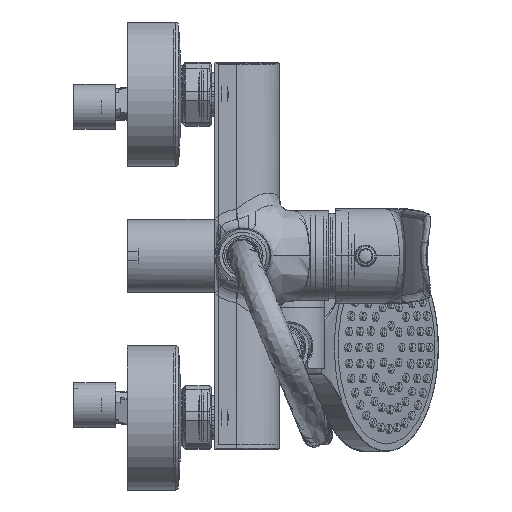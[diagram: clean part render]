
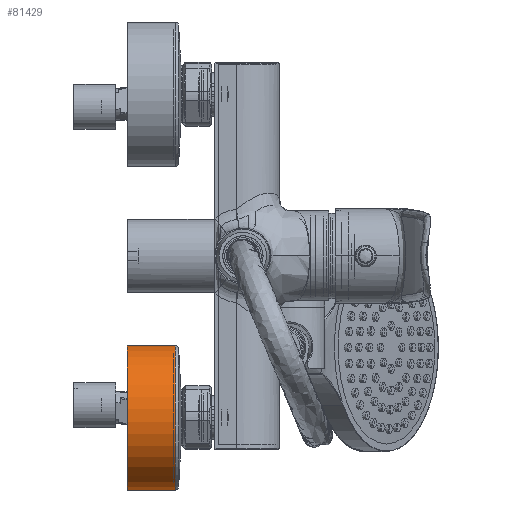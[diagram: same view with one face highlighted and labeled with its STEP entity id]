
A CAD part, front view. The second image highlights one B-rep face of the part: STEP entity #81429.
In plain terms, the highlighted cylindrical face has radius 33.75 mm (diameter 67.5 mm), a full revolution.
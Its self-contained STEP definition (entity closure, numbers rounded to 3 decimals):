
#642 = VERTEX_POINT ( 'NONE', #25054 ) ;
#1506 = AXIS2_PLACEMENT_3D ( 'NONE', #28358, #2118, #34909 ) ;
#2118 = DIRECTION ( 'NONE',  ( 1., 0., 0. ) ) ;
#7244 = DIRECTION ( 'NONE',  ( 0., 0.597, 0.802 ) ) ;
#20339 = DIRECTION ( 'NONE',  ( 1., 0., 0. ) ) ;
#24780 = CARTESIAN_POINT ( 'NONE',  ( -89.736, 42.494, -48.189 ) ) ;
#25054 = CARTESIAN_POINT ( 'NONE',  ( -67.356, 42.494, -48.189 ) ) ;
#25431 = FACE_OUTER_BOUND ( 'NONE', #73212, .T. ) ;
#28358 = CARTESIAN_POINT ( 'NONE',  ( -67.356, 22.342, -75.263 ) ) ;
#28978 = ORIENTED_EDGE ( 'NONE', *, *, #70384, .F. ) ;
#30254 = CIRCLE ( 'NONE', #66601, 33.75 ) ;
#34909 = DIRECTION ( 'NONE',  ( 0., 0.597, 0.802 ) ) ;
#37948 = DIRECTION ( 'NONE',  ( 0., 0.597, 0.802 ) ) ;
#50288 = EDGE_CURVE ( 'NONE', #80278, #80278, #30254, .T. ) ;
#51938 = FACE_OUTER_BOUND ( 'NONE', #57530, .T. ) ;
#57530 = EDGE_LOOP ( 'NONE', ( #63370 ) ) ;
#59144 = CARTESIAN_POINT ( 'NONE',  ( -89.736, 22.342, -75.263 ) ) ;
#63370 = ORIENTED_EDGE ( 'NONE', *, *, #50288, .T. ) ;
#66601 = AXIS2_PLACEMENT_3D ( 'NONE', #59144, #20339, #7244 ) ;
#69715 = CIRCLE ( 'NONE', #1506, 33.75 ) ;
#70384 = EDGE_CURVE ( 'NONE', #642, #642, #69715, .T. ) ;
#73212 = EDGE_LOOP ( 'NONE', ( #28978 ) ) ;
#76456 = CYLINDRICAL_SURFACE ( 'NONE', #77125, 33.75 ) ;
#77034 = CARTESIAN_POINT ( 'NONE',  ( -62.256, 22.342, -75.263 ) ) ;
#77125 = AXIS2_PLACEMENT_3D ( 'NONE', #77034, #77856, #37948 ) ;
#77856 = DIRECTION ( 'NONE',  ( 1., 0., 0. ) ) ;
#80278 = VERTEX_POINT ( 'NONE', #24780 ) ;
#81429 = ADVANCED_FACE ( 'NONE', ( #51938, #25431 ), #76456, .T. ) ;
